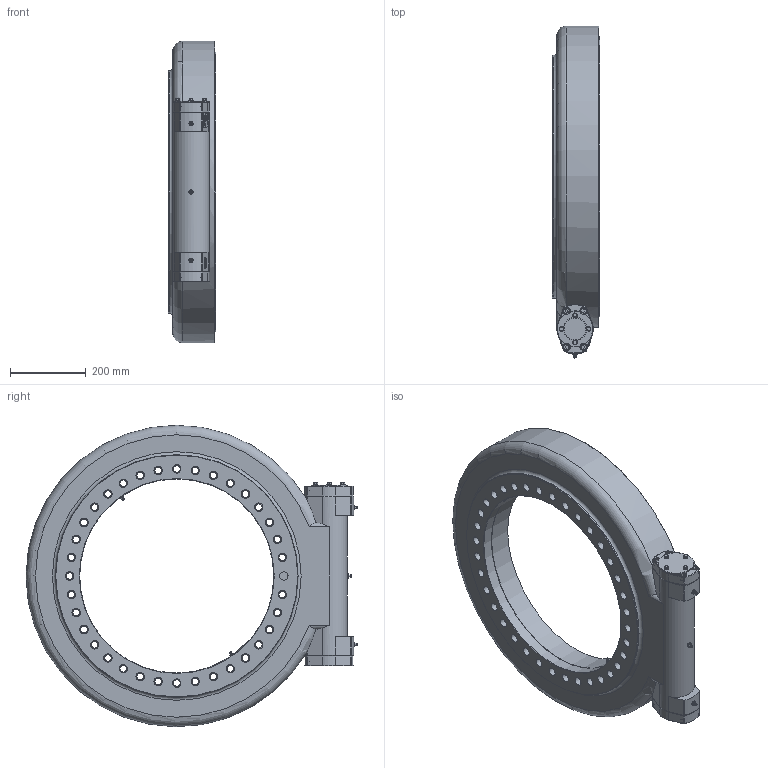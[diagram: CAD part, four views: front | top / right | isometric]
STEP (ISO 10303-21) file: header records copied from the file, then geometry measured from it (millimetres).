
FILE_DESCRIPTION (( 'STEP AP214' ), '1' );
FILE_NAME ('TE760-Z0-RM - SH.STEP', '2017-10-04T13:20:31', ( '' ), ( '' ), 'SwSTEP 2.0', 'SolidWorks 2015', '' );
FILE_SCHEMA (( 'AUTOMOTIVE_DESIGN' ));
Length unit declared in the file: millimetre
Products named in the file (1): TE760-Z0-RM - SH
Bounding box: 125 x 875.39 x 795 mm (x, y, z)
Surface area: 1793821.6 mm2 (no closed solid volume)
Topology: 0 solids, 45 shells, 487 faces, 2677 edges, 2214 vertices
Faces by surface type: cylinder 199, plane 193, cone 50, torus 43, bspline 2
Full cylindrical faces by diameter (mm): 2.5 x1, 3 x5, 10.2 x2, 12 x4, 17.5 x71, 18 x12, 22 x37, 40 x1, 50 x1, 82.5 x1, 95 x1, 512 x2, 630 x1, 640 x1, 740 x1, 772.88 x2, 780 x2, 795 x1
Entity records: 33197 total; most frequent: CARTESIAN_POINT 9777, DIRECTION 3126, ORIENTED_EDGE 3122, EDGE_CURVE 2420, VERTEX_POINT 2153, AXIS2_PLACEMENT_3D 1233, B_SPLINE_CURVE_WITH_KNOTS 1009, EDGE_LOOP 944
